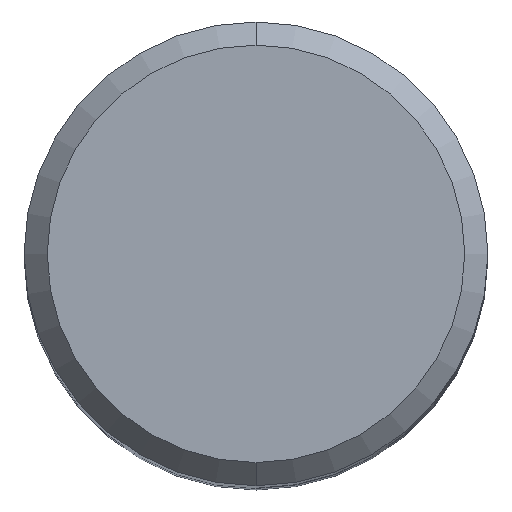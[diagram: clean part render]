
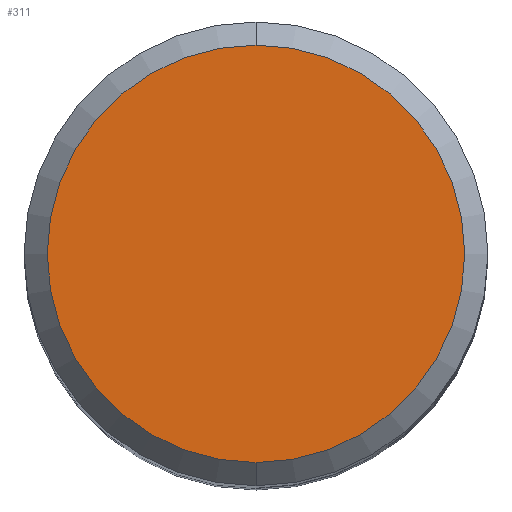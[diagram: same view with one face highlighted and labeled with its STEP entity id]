
A CAD part, top view. The second image highlights one B-rep face of the part: STEP entity #311.
In plain terms, the highlighted planar face has unit normal (0, 0, 1).
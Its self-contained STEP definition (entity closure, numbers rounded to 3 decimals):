
#225=VERTEX_POINT('',#588);
#257=VERTEX_POINT('',#624);
#311=ADVANCED_FACE('',(#687),#688,.T.);
#383=EDGE_CURVE('',#257,#225,#766,.T.);
#513=EDGE_CURVE('',#225,#257,#908,.T.);
#588=CARTESIAN_POINT('',(0.0,9.0,0.0));
#624=CARTESIAN_POINT('',(0.,-9.0,0.0));
#687=FACE_OUTER_BOUND('',#1136,.T.);
#688=PLANE('',#1137);
#766=CIRCLE('',#1285,9.0);
#908=CIRCLE('',#1676,9.0);
#1136=EDGE_LOOP('',(#2000,#2001));
#1137=AXIS2_PLACEMENT_3D('',#2002,#2003,#2004);
#1285=AXIS2_PLACEMENT_3D('',#2071,#2072,#2073);
#1676=AXIS2_PLACEMENT_3D('',#2210,#2211,#2212);
#2000=ORIENTED_EDGE('',*,*,#513,.F.);
#2001=ORIENTED_EDGE('',*,*,#383,.F.);
#2002=CARTESIAN_POINT('',(0.0,4.5,0.0));
#2003=DIRECTION('',(-0.0,0.0,1.0));
#2004=DIRECTION('',(0.0,-1.0,0.0));
#2071=CARTESIAN_POINT('',(0.0,0.0,0.0));
#2072=DIRECTION('',(0.0,0.0,-1.0));
#2073=DIRECTION('',(0.0,1.0,0.0));
#2210=CARTESIAN_POINT('',(0.0,0.0,0.0));
#2211=DIRECTION('',(0.0,0.0,-1.0));
#2212=DIRECTION('',(0.0,1.0,0.0));
